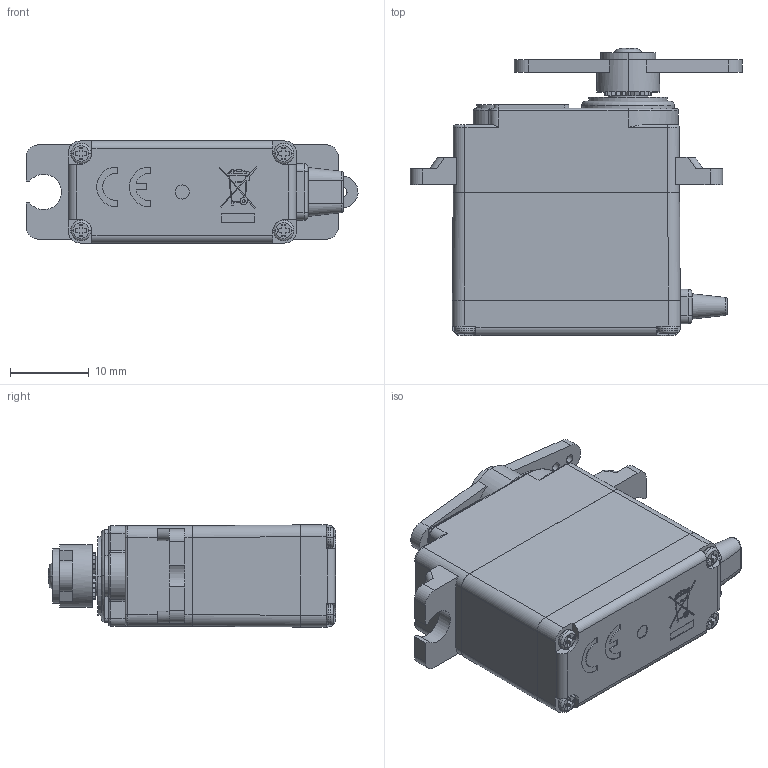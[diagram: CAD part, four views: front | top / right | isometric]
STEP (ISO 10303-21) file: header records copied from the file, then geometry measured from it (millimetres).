
FILE_DESCRIPTION((''),'2;1');
FILE_NAME('MD85MG_ASM','2017-04-10T',('jaejin_'),(''),'CREO PARAMETRIC BY PTC INC, 2014440','CREO PARAMETRIC BY PTC INC, 2014440','');
FILE_SCHEMA(('CONFIG_CONTROL_DESIGN'));
Length unit declared in the file: millimetre
Products named in the file (10): HS85M; HS85T; HS85L; HS85MG5; 120202000004_18A_CPH_T1_7XL24; 120217000012_M-I; 120204000003_A26_5_7X2_7__TW; 120201000013_18A_CBH_M2_3XL5; 120105000070_GAG-02-A; MD85MG_ASM
Assembly tree (12 placements, depth 2):
  MD85MG_ASM
    HS85M
    HS85T
    HS85L
    HS85MG5
    120202000004_18A_CPH_T1_7XL24  x4
    120217000012_M-I
    120204000003_A26_5_7X2_7__TW
    120201000013_18A_CBH_M2_3XL5
    120105000070_GAG-02-A
Bounding box: 42.27 x 36.55 x 13 mm (x, y, z)
Volume: 11746.1 mm3; surface area: 7383.1 mm2
Topology: 12 solids, 17 shells, 1520 faces, 4170 edges, 2734 vertices
Faces by surface type: plane 947, cylinder 353, cone 84, torus 75, bspline 61
Entity records: 57907 total; most frequent: CARTESIAN_POINT 13782, ORIENTED_EDGE 7216, DIRECTION 6588, EDGE_CURVE 3608, PRESENTATION_STYLE_ASSIGNMENT 3432, STYLED_ITEM 3432, CURVE_STYLE 3424, VECTOR 2720
